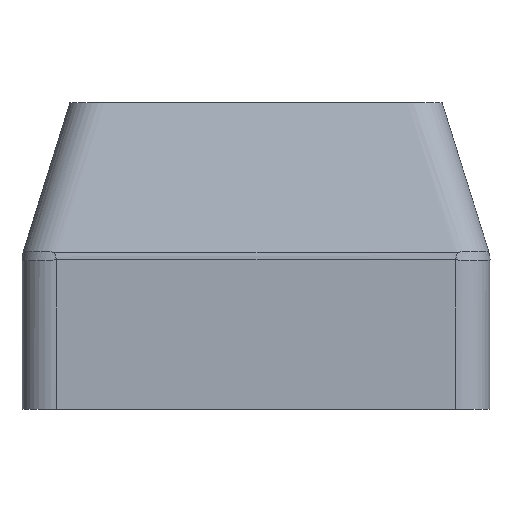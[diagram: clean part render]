
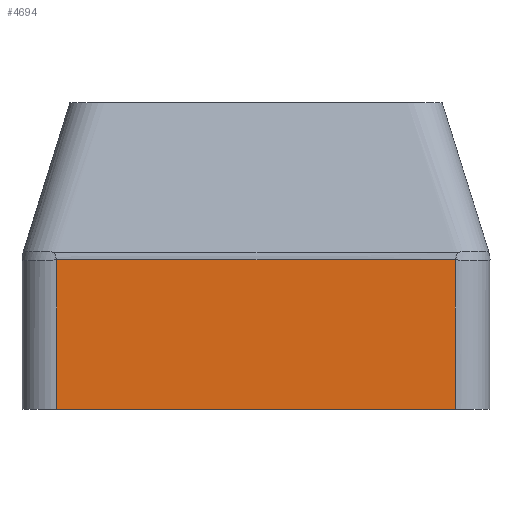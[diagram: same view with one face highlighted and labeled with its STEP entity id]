
A CAD part, left-side view. The second image highlights one B-rep face of the part: STEP entity #4694.
In plain terms, the highlighted planar face has unit normal (-1, 0, 0).
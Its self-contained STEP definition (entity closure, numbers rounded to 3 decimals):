
#2783 = CARTESIAN_POINT ( 'NONE',  ( -30.5, 26., 0. ) ) ;
#2883 = CARTESIAN_POINT ( 'NONE',  ( -30.5, -26., 19.505 ) ) ;
#3164 = LINE ( 'NONE', #3217, #3216 ) ;
#3191 = CARTESIAN_POINT ( 'NONE',  ( -30.5, 10.833, 19.525 ) ) ;
#3192 = CARTESIAN_POINT ( 'NONE',  ( -30.5, 0., 19.525 ) ) ;
#3193 = CARTESIAN_POINT ( 'NONE',  ( -30.5, -10.833, 19.525 ) ) ;
#3194 = CARTESIAN_POINT ( 'NONE',  ( -30.5, -18.417, 19.525 ) ) ;
#3195 = CARTESIAN_POINT ( 'NONE',  ( -30.5, -22.208, 19.525 ) ) ;
#3196 = CARTESIAN_POINT ( 'NONE',  ( -30.5, -24.104, 19.525 ) ) ;
#3197 = CARTESIAN_POINT ( 'NONE',  ( -30.5, -25.052, 19.525 ) ) ;
#3198 = CARTESIAN_POINT ( 'NONE',  ( -30.5, -25.526, 19.525 ) ) ;
#3199 = CARTESIAN_POINT ( 'NONE',  ( -30.5, -25.729, 19.525 ) ) ;
#3200 = DIRECTION ( 'NONE',  ( 0., 1., 0. ) ) ;
#3201 = DIRECTION ( 'NONE',  ( 1., 0., 0. ) ) ;
#3205 = AXIS2_PLACEMENT_3D ( 'NONE', #3213, #3201, #3200 ) ;
#3206 = CARTESIAN_POINT ( 'NONE',  ( -30.5, -25.831, 19.525 ) ) ;
#3207 = CARTESIAN_POINT ( 'NONE',  ( -30.5, -25.865, 19.526 ) ) ;
#3208 = CARTESIAN_POINT ( 'NONE',  ( -30.5, -25.932, 19.52 ) ) ;
#3209 = CARTESIAN_POINT ( 'NONE',  ( -30.5, -25.966, 19.514 ) ) ;
#3210 = CARTESIAN_POINT ( 'NONE',  ( -30.5, -26., 19.505 ) ) ;
#3211 = LINE ( 'NONE', #3218, #3282 ) ;
#3212 = B_SPLINE_CURVE_WITH_KNOTS ( 'NONE', 3,
 ( #3210, #3209, #3208, #3207, #3206, #3199, #3198, #3197, #3196, #3195, #3194, #3193, #3192, #3191, #3262, #3261, #3260, #3259, #3258, #3257, #3256, #3255, #3254, #3253, #3252 ),
 .UNSPECIFIED., .F., .F.,
 ( 4, 2, 2, 1, 1, 1, 1, 1, 1, 1, 1, 1, 1, 1, 1, 1, 2, 2, 4 ),
 ( 0., 0., 0., 0., 0.001, 0.002, 0.003, 0.006, 0.013, 0.026, 0.039, 0.045, 0.049, 0.05, 0.051, 0.052, 0.052, 0.052, 0.052 ),
 .UNSPECIFIED. ) ;
#3213 = CARTESIAN_POINT ( 'NONE',  ( -30.5, 26., 20. ) ) ;
#3214 = PLANE ( 'NONE',  #3205 ) ;
#3215 = DIRECTION ( 'NONE',  ( 0., -1., 0. ) ) ;
#3216 = VECTOR ( 'NONE', #3215, 1000. ) ;
#3217 = CARTESIAN_POINT ( 'NONE',  ( -30.5, 26., 0. ) ) ;
#3218 = CARTESIAN_POINT ( 'NONE',  ( -30.5, 26., 20. ) ) ;
#3219 = CARTESIAN_POINT ( 'NONE',  ( -30.5, -26., 0. ) ) ;
#3223 = FACE_OUTER_BOUND ( 'NONE', #4634, .T. ) ;
#3252 = CARTESIAN_POINT ( 'NONE',  ( -30.5, 26., 19.505 ) ) ;
#3253 = CARTESIAN_POINT ( 'NONE',  ( -30.5, 25.966, 19.514 ) ) ;
#3254 = CARTESIAN_POINT ( 'NONE',  ( -30.5, 25.932, 19.52 ) ) ;
#3255 = CARTESIAN_POINT ( 'NONE',  ( -30.5, 25.865, 19.526 ) ) ;
#3256 = CARTESIAN_POINT ( 'NONE',  ( -30.5, 25.831, 19.525 ) ) ;
#3257 = CARTESIAN_POINT ( 'NONE',  ( -30.5, 25.729, 19.525 ) ) ;
#3258 = CARTESIAN_POINT ( 'NONE',  ( -30.5, 25.526, 19.525 ) ) ;
#3259 = CARTESIAN_POINT ( 'NONE',  ( -30.5, 25.052, 19.525 ) ) ;
#3260 = CARTESIAN_POINT ( 'NONE',  ( -30.5, 24.104, 19.525 ) ) ;
#3261 = CARTESIAN_POINT ( 'NONE',  ( -30.5, 22.208, 19.525 ) ) ;
#3262 = CARTESIAN_POINT ( 'NONE',  ( -30.5, 18.417, 19.525 ) ) ;
#3281 = DIRECTION ( 'NONE',  ( 0., 0., -1. ) ) ;
#3282 = VECTOR ( 'NONE', #3281, 1000. ) ;
#3310 = CARTESIAN_POINT ( 'NONE',  ( -30.5, 26., 19.505 ) ) ;
#3320 = DIRECTION ( 'NONE',  ( 0., 0., -1. ) ) ;
#3321 = VECTOR ( 'NONE', #3320, 1000. ) ;
#3322 = CARTESIAN_POINT ( 'NONE',  ( -30.5, -26., 20. ) ) ;
#3323 = LINE ( 'NONE', #3322, #3321 ) ;
#4384 = VERTEX_POINT ( 'NONE', #2883 ) ;
#4634 = EDGE_LOOP ( 'NONE', ( #4682, #4677, #4713, #4663 ) ) ;
#4663 = ORIENTED_EDGE ( 'NONE', *, *, #4679, .T. ) ;
#4677 = ORIENTED_EDGE ( 'NONE', *, *, #4680, .T. ) ;
#4679 = EDGE_CURVE ( 'NONE', #4716, #4681, #3164, .T. ) ;
#4680 = EDGE_CURVE ( 'NONE', #4384, #4908, #3212, .T. ) ;
#4681 = VERTEX_POINT ( 'NONE', #3219 ) ;
#4682 = ORIENTED_EDGE ( 'NONE', *, *, #4863, .F. ) ;
#4694 = ADVANCED_FACE ( 'NONE', ( #3223 ), #3214, .F. ) ;
#4713 = ORIENTED_EDGE ( 'NONE', *, *, #4714, .T. ) ;
#4714 = EDGE_CURVE ( 'NONE', #4908, #4716, #3211, .T. ) ;
#4716 = VERTEX_POINT ( 'NONE', #2783 ) ;
#4863 = EDGE_CURVE ( 'NONE', #4384, #4681, #3323, .T. ) ;
#4908 = VERTEX_POINT ( 'NONE', #3310 ) ;
